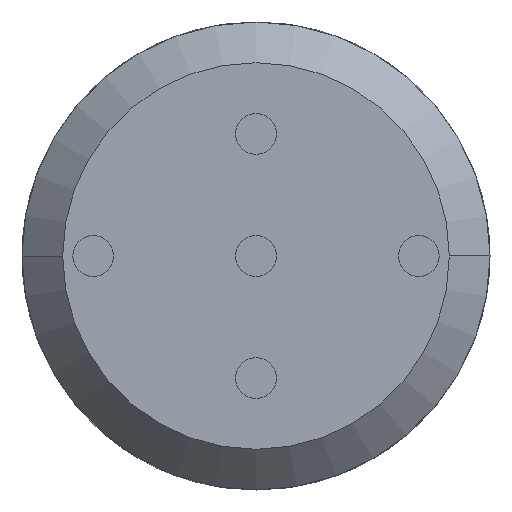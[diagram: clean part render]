
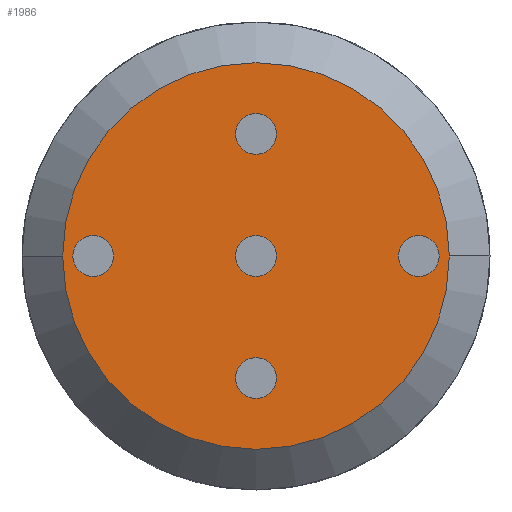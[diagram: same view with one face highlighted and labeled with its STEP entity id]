
A CAD part, front view. The second image highlights one B-rep face of the part: STEP entity #1986.
In plain terms, the highlighted planar face has unit normal (0, -1, 0).
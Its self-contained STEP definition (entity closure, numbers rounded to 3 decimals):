
#7 = DIRECTION ( 'NONE',  ( 1., 0., 0. ) ) ;
#12 = ORIENTED_EDGE ( 'NONE', *, *, #52, .F. ) ;
#18 = AXIS2_PLACEMENT_3D ( 'NONE', #899, #2753, #2733 ) ;
#39 = DIRECTION ( 'NONE',  ( 0., 1., 0. ) ) ;
#43 = EDGE_CURVE ( 'NONE', #482, #886, #880, .T. ) ;
#52 = EDGE_CURVE ( 'NONE', #1988, #2014, #772, .T. ) ;
#65 = CIRCLE ( 'NONE', #1635, 9.5 ) ;
#83 = ORIENTED_EDGE ( 'NONE', *, *, #989, .T. ) ;
#123 = DIRECTION ( 'NONE',  ( 0., -1., 0. ) ) ;
#152 = ORIENTED_EDGE ( 'NONE', *, *, #1318, .F. ) ;
#161 = DIRECTION ( 'NONE',  ( 1., 0., 0. ) ) ;
#181 = CARTESIAN_POINT ( 'NONE',  ( 0., 0., 0. ) ) ;
#187 = ORIENTED_EDGE ( 'NONE', *, *, #754, .T. ) ;
#222 = DIRECTION ( 'NONE',  ( -1., 0., 0. ) ) ;
#283 = AXIS2_PLACEMENT_3D ( 'NONE', #2107, #39, #533 ) ;
#358 = FACE_OUTER_BOUND ( 'NONE', #463, .T. ) ;
#362 = AXIS2_PLACEMENT_3D ( 'NONE', #2549, #1592, #2773 ) ;
#420 = EDGE_CURVE ( 'NONE', #1184, #2363, #2234, .T. ) ;
#463 = EDGE_LOOP ( 'NONE', ( #2010, #1600 ) ) ;
#482 = VERTEX_POINT ( 'NONE', #2274 ) ;
#507 = CARTESIAN_POINT ( 'NONE',  ( 1., 0., 6. ) ) ;
#526 = ORIENTED_EDGE ( 'NONE', *, *, #1513, .F. ) ;
#533 = DIRECTION ( 'NONE',  ( -1., 0., 0. ) ) ;
#559 = EDGE_LOOP ( 'NONE', ( #152, #605 ) ) ;
#564 = CARTESIAN_POINT ( 'NONE',  ( 7., 0., 0. ) ) ;
#571 = CARTESIAN_POINT ( 'NONE',  ( -8., 0., 0. ) ) ;
#605 = ORIENTED_EDGE ( 'NONE', *, *, #921, .F. ) ;
#650 = DIRECTION ( 'NONE',  ( 0., 1., 0. ) ) ;
#745 = CARTESIAN_POINT ( 'NONE',  ( 1., 0., 0. ) ) ;
#754 = EDGE_CURVE ( 'NONE', #1761, #851, #2093, .T. ) ;
#765 = ORIENTED_EDGE ( 'NONE', *, *, #1239, .F. ) ;
#772 = CIRCLE ( 'NONE', #1773, 1. ) ;
#781 = CARTESIAN_POINT ( 'NONE',  ( -1., 0., 0. ) ) ;
#841 = CARTESIAN_POINT ( 'NONE',  ( 1., 0., 0. ) ) ;
#851 = VERTEX_POINT ( 'NONE', #781 ) ;
#880 = CIRCLE ( 'NONE', #1512, 9.5 ) ;
#886 = VERTEX_POINT ( 'NONE', #1044 ) ;
#898 = AXIS2_PLACEMENT_3D ( 'NONE', #1244, #1682, #1914 ) ;
#899 = CARTESIAN_POINT ( 'NONE',  ( 8., 0., 0. ) ) ;
#921 = EDGE_CURVE ( 'NONE', #1656, #1142, #2797, .T. ) ;
#989 = EDGE_CURVE ( 'NONE', #851, #1761, #1754, .T. ) ;
#1007 = FACE_BOUND ( 'NONE', #559, .T. ) ;
#1044 = CARTESIAN_POINT ( 'NONE',  ( 9.5, 0., 0. ) ) ;
#1067 = AXIS2_PLACEMENT_3D ( 'NONE', #1997, #123, #2734 ) ;
#1142 = VERTEX_POINT ( 'NONE', #2584 ) ;
#1184 = VERTEX_POINT ( 'NONE', #507 ) ;
#1239 = EDGE_CURVE ( 'NONE', #2014, #1988, #2335, .T. ) ;
#1244 = CARTESIAN_POINT ( 'NONE',  ( 0., 0., 6. ) ) ;
#1299 = CARTESIAN_POINT ( 'NONE',  ( -1., 0., 6. ) ) ;
#1318 = EDGE_CURVE ( 'NONE', #1142, #1656, #2968, .T. ) ;
#1343 = ORIENTED_EDGE ( 'NONE', *, *, #1606, .F. ) ;
#1379 = FACE_BOUND ( 'NONE', #2163, .T. ) ;
#1512 = AXIS2_PLACEMENT_3D ( 'NONE', #1608, #1843, #222 ) ;
#1513 = EDGE_CURVE ( 'NONE', #2363, #1184, #1709, .T. ) ;
#1541 = CARTESIAN_POINT ( 'NONE',  ( 1., 0., -6. ) ) ;
#1563 = ORIENTED_EDGE ( 'NONE', *, *, #420, .F. ) ;
#1573 = EDGE_LOOP ( 'NONE', ( #83, #187 ) ) ;
#1592 = DIRECTION ( 'NONE',  ( 0., -1., 0. ) ) ;
#1597 = DIRECTION ( 'NONE',  ( 1., 0., 0. ) ) ;
#1600 = ORIENTED_EDGE ( 'NONE', *, *, #2741, .F. ) ;
#1606 = EDGE_CURVE ( 'NONE', #2252, #2366, #2043, .T. ) ;
#1608 = CARTESIAN_POINT ( 'NONE',  ( 0., 0., 0. ) ) ;
#1634 = DIRECTION ( 'NONE',  ( 0., -1., 0. ) ) ;
#1635 = AXIS2_PLACEMENT_3D ( 'NONE', #2472, #2945, #2006 ) ;
#1656 = VERTEX_POINT ( 'NONE', #2311 ) ;
#1674 = EDGE_LOOP ( 'NONE', ( #1563, #526 ) ) ;
#1682 = DIRECTION ( 'NONE',  ( 0., -1., 0. ) ) ;
#1692 = AXIS2_PLACEMENT_3D ( 'NONE', #2694, #2732, #161 ) ;
#1709 = CIRCLE ( 'NONE', #898, 1. ) ;
#1754 = CIRCLE ( 'NONE', #2256, 1. ) ;
#1761 = VERTEX_POINT ( 'NONE', #745 ) ;
#1773 = AXIS2_PLACEMENT_3D ( 'NONE', #3044, #1634, #7 ) ;
#1843 = DIRECTION ( 'NONE',  ( 0., 1., 0. ) ) ;
#1891 = AXIS2_PLACEMENT_3D ( 'NONE', #841, #2910, #2674 ) ;
#1914 = DIRECTION ( 'NONE',  ( 1., 0., 0. ) ) ;
#1986 = ADVANCED_FACE ( 'NONE', ( #1379, #2154, #1007, #2822, #358, #2326 ), #2953, .F. ) ;
#1988 = VERTEX_POINT ( 'NONE', #2710 ) ;
#1997 = CARTESIAN_POINT ( 'NONE',  ( 0., 0., -6. ) ) ;
#2006 = DIRECTION ( 'NONE',  ( -1., 0., 0. ) ) ;
#2010 = ORIENTED_EDGE ( 'NONE', *, *, #43, .F. ) ;
#2014 = VERTEX_POINT ( 'NONE', #564 ) ;
#2043 = CIRCLE ( 'NONE', #2572, 1. ) ;
#2054 = AXIS2_PLACEMENT_3D ( 'NONE', #571, #2436, #2705 ) ;
#2093 = CIRCLE ( 'NONE', #283, 1. ) ;
#2107 = CARTESIAN_POINT ( 'NONE',  ( 0., 0., 0. ) ) ;
#2154 = FACE_BOUND ( 'NONE', #2824, .T. ) ;
#2163 = EDGE_LOOP ( 'NONE', ( #1343, #2340 ) ) ;
#2234 = CIRCLE ( 'NONE', #362, 1. ) ;
#2252 = VERTEX_POINT ( 'NONE', #1541 ) ;
#2256 = AXIS2_PLACEMENT_3D ( 'NONE', #181, #650, #2503 ) ;
#2274 = CARTESIAN_POINT ( 'NONE',  ( -9.5, 0., 0. ) ) ;
#2311 = CARTESIAN_POINT ( 'NONE',  ( -9., 0., 0. ) ) ;
#2319 = CARTESIAN_POINT ( 'NONE',  ( 0., 0., -6. ) ) ;
#2326 = FACE_BOUND ( 'NONE', #1573, .T. ) ;
#2334 = EDGE_CURVE ( 'NONE', #2366, #2252, #2437, .T. ) ;
#2335 = CIRCLE ( 'NONE', #18, 1. ) ;
#2340 = ORIENTED_EDGE ( 'NONE', *, *, #2334, .F. ) ;
#2363 = VERTEX_POINT ( 'NONE', #1299 ) ;
#2366 = VERTEX_POINT ( 'NONE', #2727 ) ;
#2436 = DIRECTION ( 'NONE',  ( 0., -1., 0. ) ) ;
#2437 = CIRCLE ( 'NONE', #1067, 1. ) ;
#2472 = CARTESIAN_POINT ( 'NONE',  ( 0., 0., 0. ) ) ;
#2503 = DIRECTION ( 'NONE',  ( -1., 0., 0. ) ) ;
#2549 = CARTESIAN_POINT ( 'NONE',  ( 0., 0., 6. ) ) ;
#2572 = AXIS2_PLACEMENT_3D ( 'NONE', #2319, #2792, #1597 ) ;
#2584 = CARTESIAN_POINT ( 'NONE',  ( -7., 0., 0. ) ) ;
#2674 = DIRECTION ( 'NONE',  ( -1., 0., 0. ) ) ;
#2694 = CARTESIAN_POINT ( 'NONE',  ( -8., 0., 0. ) ) ;
#2705 = DIRECTION ( 'NONE',  ( 1., 0., 0. ) ) ;
#2710 = CARTESIAN_POINT ( 'NONE',  ( 9., 0., 0. ) ) ;
#2727 = CARTESIAN_POINT ( 'NONE',  ( -1., 0., -6. ) ) ;
#2732 = DIRECTION ( 'NONE',  ( 0., -1., 0. ) ) ;
#2733 = DIRECTION ( 'NONE',  ( 1., 0., 0. ) ) ;
#2734 = DIRECTION ( 'NONE',  ( 1., 0., 0. ) ) ;
#2741 = EDGE_CURVE ( 'NONE', #886, #482, #65, .T. ) ;
#2753 = DIRECTION ( 'NONE',  ( 0., -1., 0. ) ) ;
#2773 = DIRECTION ( 'NONE',  ( 1., 0., 0. ) ) ;
#2792 = DIRECTION ( 'NONE',  ( 0., -1., 0. ) ) ;
#2797 = CIRCLE ( 'NONE', #1692, 1. ) ;
#2822 = FACE_BOUND ( 'NONE', #1674, .T. ) ;
#2824 = EDGE_LOOP ( 'NONE', ( #12, #765 ) ) ;
#2910 = DIRECTION ( 'NONE',  ( 0., 1., 0. ) ) ;
#2945 = DIRECTION ( 'NONE',  ( 0., 1., 0. ) ) ;
#2953 = PLANE ( 'NONE',  #1891 ) ;
#2968 = CIRCLE ( 'NONE', #2054, 1. ) ;
#3044 = CARTESIAN_POINT ( 'NONE',  ( 8., 0., 0. ) ) ;
